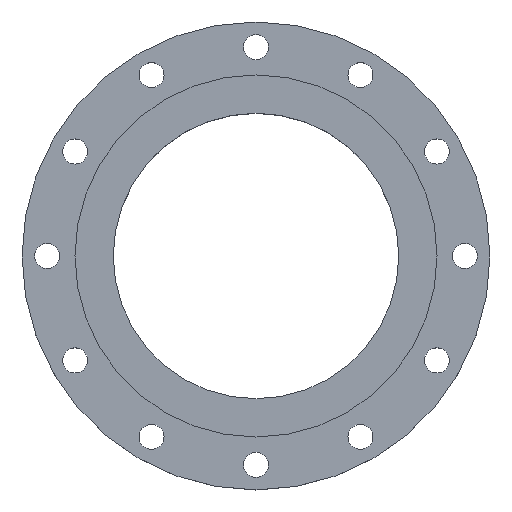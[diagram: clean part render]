
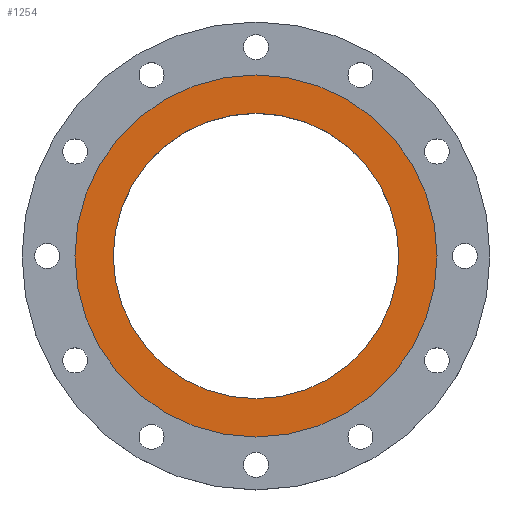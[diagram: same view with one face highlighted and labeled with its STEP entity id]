
A CAD part, top view. The second image highlights one B-rep face of the part: STEP entity #1254.
In plain terms, the highlighted planar face has unit normal (0, 0, 1).
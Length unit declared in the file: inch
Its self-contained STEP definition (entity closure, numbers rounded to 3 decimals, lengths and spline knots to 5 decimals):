
#6 = AXIS2_PLACEMENT_3D ( 'NONE', #676, #244, #433 ) ;
#96 = CARTESIAN_POINT ( 'NONE',  ( 0., 0., 0. ) ) ;
#213 = EDGE_CURVE ( 'NONE', #585, #274, #1338, .T. ) ;
#229 = EDGE_CURVE ( 'NONE', #1349, #478, #1084, .T. ) ;
#232 = CARTESIAN_POINT ( 'NONE',  ( 0., 6.406, 0. ) ) ;
#244 = DIRECTION ( 'NONE',  ( 0., 0., 1. ) ) ;
#249 = CARTESIAN_POINT ( 'NONE',  ( 0., 0., 0. ) ) ;
#274 = VERTEX_POINT ( 'NONE', #1353 ) ;
#284 = CARTESIAN_POINT ( 'NONE',  ( 8.125, 0., 0. ) ) ;
#341 = FACE_OUTER_BOUND ( 'NONE', #696, .T. ) ;
#368 = EDGE_CURVE ( 'NONE', #274, #585, #1365, .T. ) ;
#386 = EDGE_LOOP ( 'NONE', ( #1146, #707 ) ) ;
#415 = CARTESIAN_POINT ( 'NONE',  ( -8.125, 0., 0. ) ) ;
#433 = DIRECTION ( 'NONE',  ( 1., 0., 0. ) ) ;
#442 = CARTESIAN_POINT ( 'NONE',  ( -6.406, 0., 0. ) ) ;
#478 = VERTEX_POINT ( 'NONE', #415 ) ;
#585 = VERTEX_POINT ( 'NONE', #442 ) ;
#589 = AXIS2_PLACEMENT_3D ( 'NONE', #96, #1110, #1335 ) ;
#592 = ORIENTED_EDGE ( 'NONE', *, *, #229, .T. ) ;
#676 = CARTESIAN_POINT ( 'NONE',  ( 0., 0., 0. ) ) ;
#678 = DIRECTION ( 'NONE',  ( -1., 0., 0. ) ) ;
#694 = PLANE ( 'NONE',  #1205 ) ;
#696 = EDGE_LOOP ( 'NONE', ( #592, #1297 ) ) ;
#707 = ORIENTED_EDGE ( 'NONE', *, *, #213, .F. ) ;
#732 = AXIS2_PLACEMENT_3D ( 'NONE', #824, #838, #1151 ) ;
#824 = CARTESIAN_POINT ( 'NONE',  ( 0., 0., 0. ) ) ;
#825 = EDGE_CURVE ( 'NONE', #478, #1349, #1179, .T. ) ;
#838 = DIRECTION ( 'NONE',  ( 0., 0., 1. ) ) ;
#945 = DIRECTION ( 'NONE',  ( 0., 0., 1. ) ) ;
#1011 = FACE_BOUND ( 'NONE', #386, .T. ) ;
#1084 = CIRCLE ( 'NONE', #589, 8.125 ) ;
#1110 = DIRECTION ( 'NONE',  ( 0., 0., 1. ) ) ;
#1127 = DIRECTION ( 'NONE',  ( 0., 0., -1. ) ) ;
#1146 = ORIENTED_EDGE ( 'NONE', *, *, #368, .F. ) ;
#1151 = DIRECTION ( 'NONE',  ( 1., 0., 0. ) ) ;
#1154 = DIRECTION ( 'NONE',  ( 1., 0., 0. ) ) ;
#1179 = CIRCLE ( 'NONE', #1438, 8.125 ) ;
#1205 = AXIS2_PLACEMENT_3D ( 'NONE', #232, #1127, #678 ) ;
#1254 = ADVANCED_FACE ( 'NONE', ( #1011, #341 ), #694, .F. ) ;
#1297 = ORIENTED_EDGE ( 'NONE', *, *, #825, .T. ) ;
#1335 = DIRECTION ( 'NONE',  ( 1., 0., 0. ) ) ;
#1338 = CIRCLE ( 'NONE', #6, 6.406 ) ;
#1349 = VERTEX_POINT ( 'NONE', #284 ) ;
#1353 = CARTESIAN_POINT ( 'NONE',  ( 6.406, 0., 0. ) ) ;
#1365 = CIRCLE ( 'NONE', #732, 6.406 ) ;
#1438 = AXIS2_PLACEMENT_3D ( 'NONE', #249, #945, #1154 ) ;
